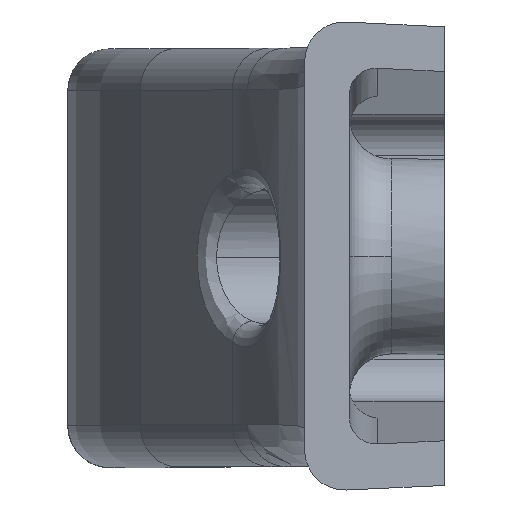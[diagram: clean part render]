
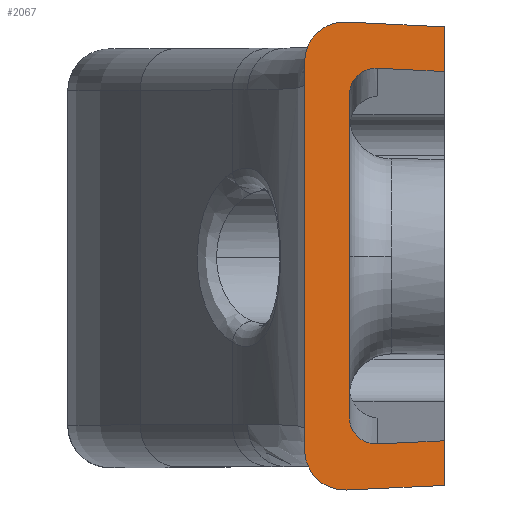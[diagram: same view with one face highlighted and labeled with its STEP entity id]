
A CAD part, top view. The second image highlights one B-rep face of the part: STEP entity #2067.
In plain terms, the highlighted planar face has unit normal (0.707, 0, 0.707).
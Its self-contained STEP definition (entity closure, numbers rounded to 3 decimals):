
#23 = CARTESIAN_POINT ( 'NONE',  ( -4.379, 8.433, -105.621 ) ) ;
#40 = VECTOR ( 'NONE', #333, 1000. ) ;
#83 = LINE ( 'NONE', #345, #3266 ) ;
#123 = CARTESIAN_POINT ( 'NONE',  ( 0., -13.775, -110. ) ) ;
#149 = VECTOR ( 'NONE', #2437, 1000. ) ;
#154 = DIRECTION ( 'NONE',  ( 0.707, 0., -0.707 ) ) ;
#164 = CARTESIAN_POINT ( 'NONE',  ( -2.4, -6.736, -107.6 ) ) ;
#166 = VERTEX_POINT ( 'NONE', #249 ) ;
#171 = EDGE_CURVE ( 'NONE', #166, #4077, #758, .T. ) ;
#177 = CARTESIAN_POINT ( 'NONE',  ( -3.4, 5.782, -106.6 ) ) ;
#182 = AXIS2_PLACEMENT_3D ( 'NONE', #2068, #2387, #154 ) ;
#215 = ORIENTED_EDGE ( 'NONE', *, *, #888, .T. ) ;
#249 = CARTESIAN_POINT ( 'NONE',  ( 0., -8.222, -110. ) ) ;
#268 = LINE ( 'NONE', #123, #3182 ) ;
#299 = EDGE_CURVE ( 'NONE', #2775, #3541, #4157, .T. ) ;
#333 = DIRECTION ( 'NONE',  ( 0., 1., 0. ) ) ;
#345 = CARTESIAN_POINT ( 'NONE',  ( -11.12, 7.155, -98.88 ) ) ;
#387 = EDGE_CURVE ( 'NONE', #4109, #4011, #2335, .T. ) ;
#505 = CARTESIAN_POINT ( 'NONE',  ( -2.986, 6.764, -107.014 ) ) ;
#508 = VERTEX_POINT ( 'NONE', #2477 ) ;
#520 = CARTESIAN_POINT ( 'NONE',  ( -3.5, -8.39, -106.5 ) ) ;
#532 = EDGE_CURVE ( 'NONE', #3203, #4217, #4058, .T. ) ;
#571 = DIRECTION ( 'NONE',  ( -0.707, -0.034, 0.707 ) ) ;
#624 = ORIENTED_EDGE ( 'NONE', *, *, #171, .F. ) ;
#661 = DIRECTION ( 'NONE',  ( 0.707, -0.034, -0.707 ) ) ;
#758 = LINE ( 'NONE', #1867, #1224 ) ;
#771 = CARTESIAN_POINT ( 'NONE',  ( -11.081, 8.755, -98.919 ) ) ;
#795 = DIRECTION ( 'NONE',  ( 0.707, -0.034, -0.707 ) ) ;
#807 = ORIENTED_EDGE ( 'NONE', *, *, #299, .F. ) ;
#847 = CARTESIAN_POINT ( 'NONE',  ( -5., 6.961, -105. ) ) ;
#888 = EDGE_CURVE ( 'NONE', #1524, #4001, #268, .T. ) ;
#937 = EDGE_CURVE ( 'NONE', #3383, #4109, #3545, .T. ) ;
#983 = CARTESIAN_POINT ( 'NONE',  ( -5., 6.961, -105. ) ) ;
#992 = CARTESIAN_POINT ( 'NONE',  ( -3.5, 8.39, -106.5 ) ) ;
#1068 = DIRECTION ( 'NONE',  ( 0., 1., 0. ) ) ;
#1090 = ORIENTED_EDGE ( 'NONE', *, *, #937, .T. ) ;
#1129 = CARTESIAN_POINT ( 'NONE',  ( -4.379, -8.433, -105.621 ) ) ;
#1161 = ORIENTED_EDGE ( 'NONE', *, *, #387, .T. ) ;
#1213 = CARTESIAN_POINT ( 'NONE',  ( 0., 6.62, -110. ) ) ;
#1224 = VECTOR ( 'NONE', #571, 1000. ) ;
#1282 = ORIENTED_EDGE ( 'NONE', *, *, #2405, .F. ) ;
#1328 = CARTESIAN_POINT ( 'NONE',  ( 0., -6.62, -110. ) ) ;
#1493 = CARTESIAN_POINT ( 'NONE',  ( 0., -13.775, -110. ) ) ;
#1496 = CARTESIAN_POINT ( 'NONE',  ( -3.5, -8.39, -106.5 ) ) ;
#1524 = VERTEX_POINT ( 'NONE', #1213 ) ;
#1731 = CARTESIAN_POINT ( 'NONE',  ( -2.986, -6.764, -107.014 ) ) ;
#1736 = PLANE ( 'NONE',  #182 ) ;
#1769 = ORIENTED_EDGE ( 'NONE', *, *, #532, .T. ) ;
#1797 = VECTOR ( 'NONE', #3355, 1000. ) ;
#1827 = CARTESIAN_POINT ( 'NONE',  ( -2.4, 6.736, -107.6 ) ) ;
#1837 =( BOUNDED_CURVE ( )  B_SPLINE_CURVE ( 3, ( #983, #3621, #23, #992 ),
 .UNSPECIFIED., .F., .F. ) 
 B_SPLINE_CURVE_WITH_KNOTS ( ( 4, 4 ),
 ( 6.235, 7.806 ),
 .UNSPECIFIED. ) 
 CURVE ( )  GEOMETRIC_REPRESENTATION_ITEM ( )  RATIONAL_B_SPLINE_CURVE ( ( 1., 0.805, 0.805, 1. ) ) 
 REPRESENTATION_ITEM ( '' )  );
#1867 = CARTESIAN_POINT ( 'NONE',  ( -11.081, -8.755, -98.919 ) ) ;
#1870 = EDGE_CURVE ( 'NONE', #4011, #3203, #2555, .T. ) ;
#1917 = EDGE_CURVE ( 'NONE', #508, #4001, #2446, .T. ) ;
#1947 =( BOUNDED_CURVE ( )  B_SPLINE_CURVE ( 3, ( #1496, #1129, #3104, #2479 ),
 .UNSPECIFIED., .F., .F. ) 
 B_SPLINE_CURVE_WITH_KNOTS ( ( 4, 4 ),
 ( 1.619, 3.19 ),
 .UNSPECIFIED. ) 
 CURVE ( )  GEOMETRIC_REPRESENTATION_ITEM ( )  RATIONAL_B_SPLINE_CURVE ( ( 1., 0.805, 0.805, 1. ) ) 
 REPRESENTATION_ITEM ( '' )  );
#1992 = DIRECTION ( 'NONE',  ( 0., 1., 0. ) ) ;
#2042 = FACE_OUTER_BOUND ( 'NONE', #3400, .T. ) ;
#2049 = CARTESIAN_POINT ( 'NONE',  ( -3.4, -5.782, -106.6 ) ) ;
#2065 = CARTESIAN_POINT ( 'NONE',  ( -3.4, -6.369, -106.6 ) ) ;
#2067 = ADVANCED_FACE ( 'NONE', ( #2042 ), #1736, .T. ) ;
#2068 = CARTESIAN_POINT ( 'NONE',  ( -18.322, -13.775, -91.678 ) ) ;
#2085 = CARTESIAN_POINT ( 'NONE',  ( -11.12, -7.155, -98.88 ) ) ;
#2195 = LINE ( 'NONE', #1493, #4150 ) ;
#2335 =( BOUNDED_CURVE ( )  B_SPLINE_CURVE ( 3, ( #4035, #1731, #2065, #2428 ),
 .UNSPECIFIED., .F., .F. ) 
 B_SPLINE_CURVE_WITH_KNOTS ( ( 4, 4 ),
 ( 1.619, 3.19 ),
 .UNSPECIFIED. ) 
 CURVE ( )  GEOMETRIC_REPRESENTATION_ITEM ( )  RATIONAL_B_SPLINE_CURVE ( ( 1., 0.805, 0.805, 1. ) ) 
 REPRESENTATION_ITEM ( '' )  );
#2387 = DIRECTION ( 'NONE',  ( 0.707, 0., 0.707 ) ) ;
#2405 = EDGE_CURVE ( 'NONE', #3541, #508, #1837, .T. ) ;
#2428 = CARTESIAN_POINT ( 'NONE',  ( -3.4, -5.782, -106.6 ) ) ;
#2437 = DIRECTION ( 'NONE',  ( 0., 1., 0. ) ) ;
#2446 = LINE ( 'NONE', #771, #2864 ) ;
#2477 = CARTESIAN_POINT ( 'NONE',  ( -3.5, 8.39, -106.5 ) ) ;
#2479 = CARTESIAN_POINT ( 'NONE',  ( -5., -6.961, -105. ) ) ;
#2555 = LINE ( 'NONE', #2757, #149 ) ;
#2720 = ORIENTED_EDGE ( 'NONE', *, *, #1917, .F. ) ;
#2757 = CARTESIAN_POINT ( 'NONE',  ( -3.4, -153.445, -106.6 ) ) ;
#2775 = VERTEX_POINT ( 'NONE', #3687 ) ;
#2796 = ORIENTED_EDGE ( 'NONE', *, *, #3617, .F. ) ;
#2864 = VECTOR ( 'NONE', #795, 1000. ) ;
#3104 = CARTESIAN_POINT ( 'NONE',  ( -5., -7.84, -105. ) ) ;
#3178 = CARTESIAN_POINT ( 'NONE',  ( -2.4, 6.736, -107.6 ) ) ;
#3182 = VECTOR ( 'NONE', #1068, 1000. ) ;
#3203 = VERTEX_POINT ( 'NONE', #4245 ) ;
#3211 = ORIENTED_EDGE ( 'NONE', *, *, #1870, .T. ) ;
#3240 = CARTESIAN_POINT ( 'NONE',  ( -5., -13.5, -105. ) ) ;
#3266 = VECTOR ( 'NONE', #661, 1000. ) ;
#3345 = CARTESIAN_POINT ( 'NONE',  ( 0., 8.222, -110. ) ) ;
#3355 = DIRECTION ( 'NONE',  ( -0.707, -0.034, 0.707 ) ) ;
#3383 = VERTEX_POINT ( 'NONE', #1328 ) ;
#3400 = EDGE_LOOP ( 'NONE', ( #1282, #807, #2796, #624, #4253, #1090, #1161, #3211, #1769, #3919, #215, #2720 ) ) ;
#3541 = VERTEX_POINT ( 'NONE', #847 ) ;
#3545 = LINE ( 'NONE', #2085, #1797 ) ;
#3617 = EDGE_CURVE ( 'NONE', #4077, #2775, #1947, .T. ) ;
#3621 = CARTESIAN_POINT ( 'NONE',  ( -5., 7.84, -105. ) ) ;
#3687 = CARTESIAN_POINT ( 'NONE',  ( -5., -6.961, -105. ) ) ;
#3797 = CARTESIAN_POINT ( 'NONE',  ( -3.4, 6.369, -106.6 ) ) ;
#3819 = EDGE_CURVE ( 'NONE', #4217, #1524, #83, .T. ) ;
#3839 = EDGE_CURVE ( 'NONE', #166, #3383, #2195, .T. ) ;
#3919 = ORIENTED_EDGE ( 'NONE', *, *, #3819, .T. ) ;
#4001 = VERTEX_POINT ( 'NONE', #3345 ) ;
#4011 = VERTEX_POINT ( 'NONE', #2049 ) ;
#4035 = CARTESIAN_POINT ( 'NONE',  ( -2.4, -6.736, -107.6 ) ) ;
#4058 =( BOUNDED_CURVE ( )  B_SPLINE_CURVE ( 3, ( #177, #3797, #505, #1827 ),
 .UNSPECIFIED., .F., .F. ) 
 B_SPLINE_CURVE_WITH_KNOTS ( ( 4, 4 ),
 ( 3.094, 4.664 ),
 .UNSPECIFIED. ) 
 CURVE ( )  GEOMETRIC_REPRESENTATION_ITEM ( )  RATIONAL_B_SPLINE_CURVE ( ( 1., 0.805, 0.805, 1. ) ) 
 REPRESENTATION_ITEM ( '' )  );
#4077 = VERTEX_POINT ( 'NONE', #520 ) ;
#4109 = VERTEX_POINT ( 'NONE', #164 ) ;
#4150 = VECTOR ( 'NONE', #1992, 1000. ) ;
#4157 = LINE ( 'NONE', #3240, #40 ) ;
#4217 = VERTEX_POINT ( 'NONE', #3178 ) ;
#4245 = CARTESIAN_POINT ( 'NONE',  ( -3.4, 5.782, -106.6 ) ) ;
#4253 = ORIENTED_EDGE ( 'NONE', *, *, #3839, .T. ) ;
